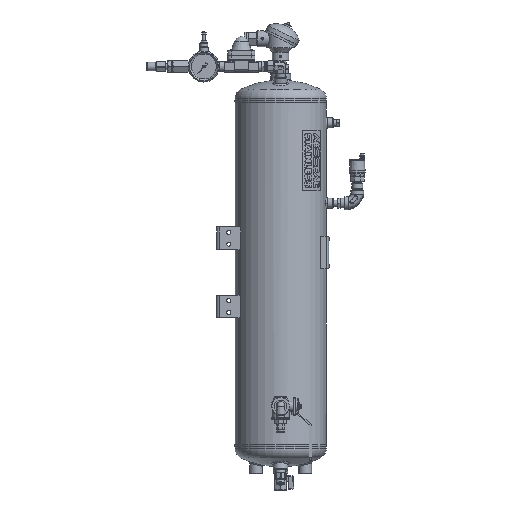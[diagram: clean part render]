
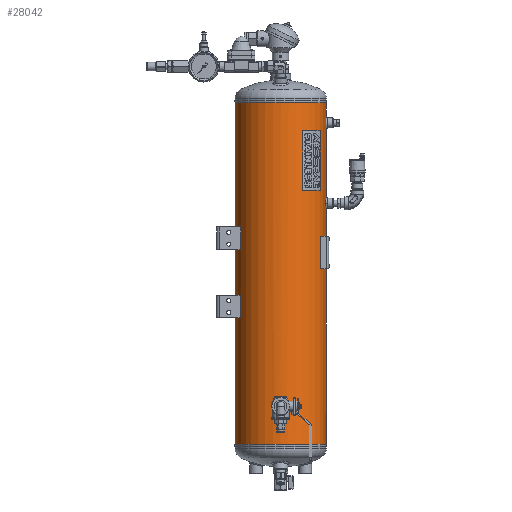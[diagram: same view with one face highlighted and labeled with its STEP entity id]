
A CAD part, left-side view. The second image highlights one B-rep face of the part: STEP entity #28042.
In plain terms, the highlighted cylindrical face has radius 100 mm (diameter 200 mm), a partial arc.
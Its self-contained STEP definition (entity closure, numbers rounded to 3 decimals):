
#1699=B_SPLINE_CURVE_WITH_KNOTS('',3,(#49623,#49624,#49625,#49626,#49627,
#49628,#49629,#49630,#49631,#49632,#49633,#49634,#49635,#49636,#49637,#49638,
#49639,#49640,#49641),.UNSPECIFIED.,.T.,.F.,(1,1,1,1,1,1,1,1,1,1,1,1,1,
1,1,1,1,1,1,1,1,1,1),(-0.012,-0.008,-0.004,
0.,0.004,0.008,0.012,
0.016,0.02,0.023,0.027,
0.031,0.035,0.039,0.043,
0.047,0.051,0.055,0.059,
0.063,0.066,0.07,0.074),
 .UNSPECIFIED.);
#1700=B_SPLINE_CURVE_WITH_KNOTS('',3,(#49643,#49644,#49645,#49646,#49647,
#49648,#49649,#49650,#49651,#49652,#49653,#49654,#49655,#49656,#49657,#49658,
#49659,#49660,#49661),.UNSPECIFIED.,.T.,.F.,(1,1,1,1,1,1,1,1,1,1,1,1,1,
1,1,1,1,1,1,1,1,1,1),(-0.012,-0.008,-0.004,
0.,0.004,0.008,0.012,0.016,
0.02,0.023,0.027,0.031,
0.035,0.039,0.043,0.047,
0.051,0.055,0.059,0.063,
0.066,0.07,0.074),.UNSPECIFIED.);
#1701=B_SPLINE_CURVE_WITH_KNOTS('',3,(#49663,#49664,#49665,#49666,#49667,
#49668,#49669,#49670,#49671,#49672,#49673,#49674,#49675,#49676,#49677,#49678,
#49679,#49680,#49681),.UNSPECIFIED.,.T.,.F.,(1,1,1,1,1,1,1,1,1,1,1,1,1,
1,1,1,1,1,1,1,1,1,1),(-0.018,-0.012,-0.006,
0.,0.006,0.012,0.018,
0.023,0.029,0.035,0.041,
0.047,0.053,0.059,0.065,
0.07,0.076,0.082,0.088,
0.094,0.1,0.106,0.112),
 .UNSPECIFIED.);
#3402=LINE('',#49683,#4602);
#3403=LINE('',#49688,#4603);
#4602=VECTOR('',#42572,1000.);
#4603=VECTOR('',#42575,1000.);
#5807=ORIENTED_EDGE('',*,*,#13893,.T.);
#5808=ORIENTED_EDGE('',*,*,#13894,.T.);
#5809=ORIENTED_EDGE('',*,*,#13895,.T.);
#5810=ORIENTED_EDGE('',*,*,#13896,.T.);
#5811=ORIENTED_EDGE('',*,*,#13897,.T.);
#5812=ORIENTED_EDGE('',*,*,#13898,.F.);
#5813=ORIENTED_EDGE('',*,*,#13899,.F.);
#13893=EDGE_CURVE('',#17936,#17936,#1699,.T.);
#13894=EDGE_CURVE('',#17937,#17937,#1700,.T.);
#13895=EDGE_CURVE('',#17938,#17938,#1701,.T.);
#13896=EDGE_CURVE('',#17939,#17940,#3402,.T.);
#13897=EDGE_CURVE('',#17940,#17941,#20940,.T.);
#13898=EDGE_CURVE('',#17942,#17941,#3403,.T.);
#13899=EDGE_CURVE('',#17939,#17942,#20941,.T.);
#17936=VERTEX_POINT('',#49642);
#17937=VERTEX_POINT('',#49662);
#17938=VERTEX_POINT('',#49682);
#17939=VERTEX_POINT('',#49684);
#17940=VERTEX_POINT('',#49685);
#17941=VERTEX_POINT('',#49687);
#17942=VERTEX_POINT('',#49689);
#20940=CIRCLE('',#39669,100.);
#20941=CIRCLE('',#39670,100.);
#22055=EDGE_LOOP('',(#5807));
#22056=EDGE_LOOP('',(#5808));
#22057=EDGE_LOOP('',(#5809));
#22058=EDGE_LOOP('',(#5810,#5811,#5812,#5813));
#24766=FACE_BOUND('',#22055,.T.);
#24767=FACE_BOUND('',#22056,.T.);
#24768=FACE_BOUND('',#22057,.T.);
#24769=FACE_BOUND('',#22058,.T.);
#27479=CYLINDRICAL_SURFACE('',#39668,100.);
#28042=ADVANCED_FACE('',(#24766,#24767,#24768,#24769),#27479,.T.);
#39668=AXIS2_PLACEMENT_3D('',#49622,#42570,#42571);
#39669=AXIS2_PLACEMENT_3D('',#49686,#42573,#42574);
#39670=AXIS2_PLACEMENT_3D('',#49690,#42576,#42577);
#42570=DIRECTION('',(0.,-1.,0.));
#42571=DIRECTION('',(0.,0.,-1.));
#42572=DIRECTION('',(0.,-1.,0.));
#42573=DIRECTION('',(0.,1.,0.));
#42574=DIRECTION('',(1.,0.,0.));
#42575=DIRECTION('',(0.,-1.,0.));
#42576=DIRECTION('',(0.,1.,0.));
#42577=DIRECTION('',(1.,0.,0.));
#49622=CARTESIAN_POINT('',(0.,750.,0.));
#49623=CARTESIAN_POINT('',(-9.473,48.444,-99.554));
#49624=CARTESIAN_POINT('',(-10.262,44.497,-99.471));
#49625=CARTESIAN_POINT('',(-9.477,40.569,-99.553));
#49626=CARTESIAN_POINT('',(-7.254,37.244,-99.75));
#49627=CARTESIAN_POINT('',(-3.93,35.023,-99.946));
#49628=CARTESIAN_POINT('',(-0.006,34.24,-100.027));
#49629=CARTESIAN_POINT('',(3.922,35.019,-99.946));
#49630=CARTESIAN_POINT('',(7.252,37.242,-99.75));
#49631=CARTESIAN_POINT('',(9.478,40.57,-99.553));
#49632=CARTESIAN_POINT('',(10.26,44.496,-99.472));
#49633=CARTESIAN_POINT('',(9.481,48.422,-99.553));
#49634=CARTESIAN_POINT('',(7.262,51.747,-99.749));
#49635=CARTESIAN_POINT('',(3.94,53.974,-99.945));
#49636=CARTESIAN_POINT('',(0.01,54.761,-100.027));
#49637=CARTESIAN_POINT('',(-3.923,53.981,-99.946));
#49638=CARTESIAN_POINT('',(-7.249,51.759,-99.75));
#49639=CARTESIAN_POINT('',(-9.473,48.444,-99.554));
#49640=CARTESIAN_POINT('',(-10.262,44.497,-99.471));
#49641=CARTESIAN_POINT('',(-9.477,40.569,-99.553));
#49642=CARTESIAN_POINT('',(-10.,44.5,-99.499));
#49643=CARTESIAN_POINT('',(-9.473,224.444,-99.554));
#49644=CARTESIAN_POINT('',(-10.262,220.497,-99.471));
#49645=CARTESIAN_POINT('',(-9.477,216.569,-99.553));
#49646=CARTESIAN_POINT('',(-7.254,213.244,-99.75));
#49647=CARTESIAN_POINT('',(-3.93,211.023,-99.946));
#49648=CARTESIAN_POINT('',(-0.006,210.24,-100.027));
#49649=CARTESIAN_POINT('',(3.922,211.019,-99.946));
#49650=CARTESIAN_POINT('',(7.252,213.242,-99.75));
#49651=CARTESIAN_POINT('',(9.478,216.57,-99.553));
#49652=CARTESIAN_POINT('',(10.26,220.496,-99.472));
#49653=CARTESIAN_POINT('',(9.481,224.422,-99.553));
#49654=CARTESIAN_POINT('',(7.262,227.747,-99.749));
#49655=CARTESIAN_POINT('',(3.94,229.974,-99.945));
#49656=CARTESIAN_POINT('',(0.01,230.761,-100.027));
#49657=CARTESIAN_POINT('',(-3.923,229.981,-99.946));
#49658=CARTESIAN_POINT('',(-7.249,227.759,-99.75));
#49659=CARTESIAN_POINT('',(-9.473,224.444,-99.554));
#49660=CARTESIAN_POINT('',(-10.262,220.497,-99.471));
#49661=CARTESIAN_POINT('',(-9.477,216.569,-99.553));
#49662=CARTESIAN_POINT('',(-10.,220.5,-99.499));
#49663=CARTESIAN_POINT('',(-98.994,672.42,14.208));
#49664=CARTESIAN_POINT('',(-98.806,666.495,15.395));
#49665=CARTESIAN_POINT('',(-98.993,660.6,14.214));
#49666=CARTESIAN_POINT('',(-99.436,655.617,10.88));
#49667=CARTESIAN_POINT('',(-99.878,652.286,5.9));
#49668=CARTESIAN_POINT('',(-100.061,651.109,0.009));
#49669=CARTESIAN_POINT('',(-99.879,652.279,-5.887));
#49670=CARTESIAN_POINT('',(-99.437,655.615,-10.879));
#49671=CARTESIAN_POINT('',(-98.992,660.601,-14.215));
#49672=CARTESIAN_POINT('',(-98.807,666.494,-15.391));
#49673=CARTESIAN_POINT('',(-98.992,672.387,-14.219));
#49674=CARTESIAN_POINT('',(-99.435,677.371,-10.892));
#49675=CARTESIAN_POINT('',(-99.877,680.709,-5.914));
#49676=CARTESIAN_POINT('',(-100.061,681.893,-0.013));
#49677=CARTESIAN_POINT('',(-99.878,680.72,5.889));
#49678=CARTESIAN_POINT('',(-99.437,677.387,10.874));
#49679=CARTESIAN_POINT('',(-98.994,672.42,14.208));
#49680=CARTESIAN_POINT('',(-98.806,666.495,15.395));
#49681=CARTESIAN_POINT('',(-98.993,660.6,14.214));
#49682=CARTESIAN_POINT('',(-98.869,666.5,15.));
#49683=CARTESIAN_POINT('',(0.254,801.561,100.));
#49684=CARTESIAN_POINT('',(0.254,750.,100.));
#49685=CARTESIAN_POINT('',(0.254,0.,100.));
#49686=CARTESIAN_POINT('',(0.,0.,0.));
#49687=CARTESIAN_POINT('',(-0.254,0.,100.));
#49688=CARTESIAN_POINT('',(-0.254,801.561,100.));
#49689=CARTESIAN_POINT('',(-0.254,750.,100.));
#49690=CARTESIAN_POINT('',(0.,750.,0.));
